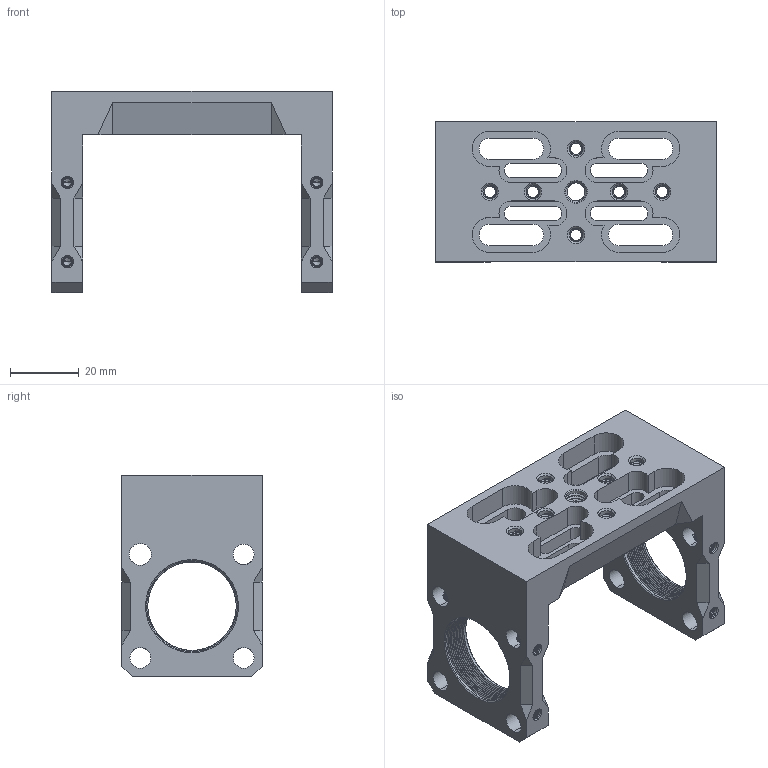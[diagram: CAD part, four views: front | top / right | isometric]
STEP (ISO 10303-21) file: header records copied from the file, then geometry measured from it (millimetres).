
FILE_DESCRIPTION((''),'2;1');
FILE_NAME('CSOP-B3','2020-10-18T',('Administrator'),(''),'CREO PARAMETRIC BY PTC INC, 2015290','CREO PARAMETRIC BY PTC INC, 2015290','');
FILE_SCHEMA(('CONFIG_CONTROL_DESIGN'));
Products named in the file (1): CSOP-B3
Bounding box: 81.3 x 40.7 x 58.5 mm (x, y, z)
Volume: 47755 mm3; surface area: 23644.9 mm2
Topology: 1 solids, 1 shells, 932 faces, 2720 edges, 1758 vertices
Faces by surface type: cylinder 482, bspline 302, plane 80, cone 68
Entity records: 80455 total; most frequent: CARTESIAN_POINT 59667, ORIENTED_EDGE 5408, EDGE_CURVE 2704, DIRECTION 2569, VERTEX_POINT 1758, B_SPLINE_CURVE_WITH_KNOTS 1611, EDGE_LOOP 1006, FACE_OUTER_BOUND 932
